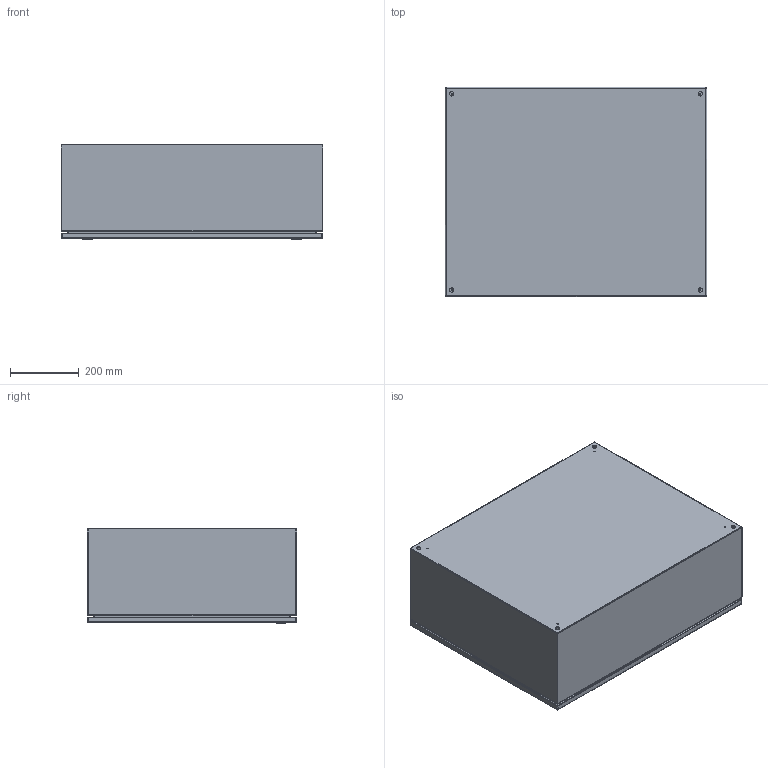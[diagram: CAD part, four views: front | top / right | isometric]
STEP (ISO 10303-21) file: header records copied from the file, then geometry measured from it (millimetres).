
FILE_DESCRIPTION (( 'STEP AP214' ), '1' );
FILE_NAME ('EN4SD302410S16.STEP', '2019-11-12T12:43:43', ( '' ), ( '' ), 'SwSTEP 2.0', 'SolidWorks 2019', '' );
FILE_SCHEMA (( 'AUTOMOTIVE_DESIGN' ));
Length unit declared in the file: inch
Products named in the file (1): EN4SD302410S16
Bounding box: 762 x 609.6 x 279.45 mm (x, y, z)
Volume: 3457357.4 mm3; surface area: 3822102.1 mm2
Topology: 33 solids, 34 shells, 891 faces, 2106 edges, 1312 vertices
Faces by surface type: plane 423, cylinder 300, bspline 102, torus 36, cone 26, sphere 4
Entity records: 40356 total; most frequent: CARTESIAN_POINT 8578, DIRECTION 4234, ORIENTED_EDGE 4172, EDGE_CURVE 2086, AXIS2_PLACEMENT_3D 1524, VERTEX_POINT 1312, LINE 1186, VECTOR 1186
